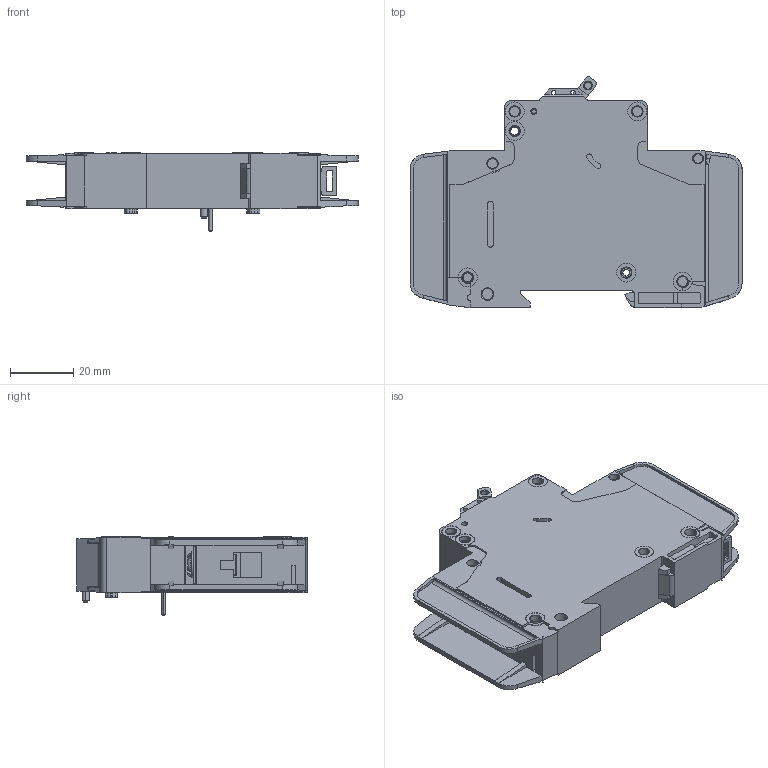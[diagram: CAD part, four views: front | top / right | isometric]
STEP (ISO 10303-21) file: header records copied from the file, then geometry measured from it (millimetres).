
FILE_DESCRIPTION (( 'STEP AP214' ), '1' );
FILE_NAME ('FAZ-XAA-NA12-110.step', '2015-08-06T19:16:35', ( '' ), ( '' ), 'SwSTEP 2.0', 'SolidWorks 2014', '' );
FILE_SCHEMA (( 'AUTOMOTIVE_DESIGN' ));
Length unit declared in the file: millimetre
Products named in the file (1): FAZ-XAA-NA12-110
Bounding box: 105 x 73.04 x 24.7 mm (x, y, z)
Volume: 77756.7 mm3; surface area: 24728.9 mm2
Topology: 3 solids, 4 shells, 826 faces, 2171 edges, 1402 vertices
Faces by surface type: plane 406, cylinder 288, torus 77, cone 31, bspline 20, sphere 4
Entity records: 25938 total; most frequent: CARTESIAN_POINT 5234, DIRECTION 4382, ORIENTED_EDGE 4330, EDGE_CURVE 2165, AXIS2_PLACEMENT_3D 1550, VERTEX_POINT 1402, LINE 1282, VECTOR 1282
